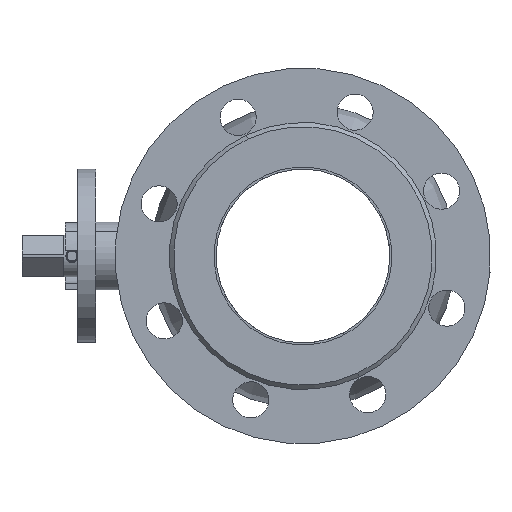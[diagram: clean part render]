
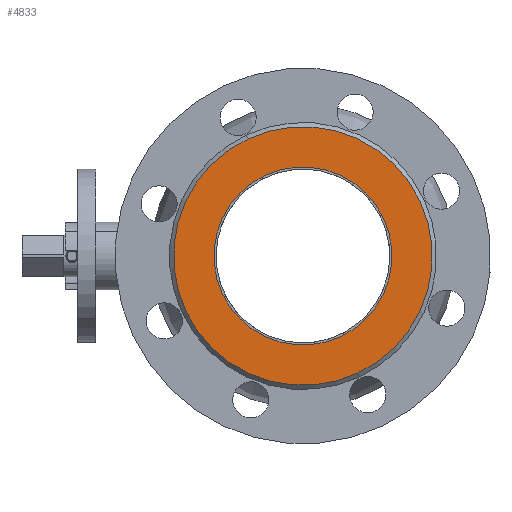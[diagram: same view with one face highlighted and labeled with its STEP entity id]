
A CAD part, left-side view. The second image highlights one B-rep face of the part: STEP entity #4833.
In plain terms, the highlighted face is planar.
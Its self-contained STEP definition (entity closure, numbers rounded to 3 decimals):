
#127 = CARTESIAN_POINT ( 'NONE',  ( -64., 0., 28. ) ) ;
#341 = CIRCLE ( 'NONE', #791, 93. ) ;
#489 = CARTESIAN_POINT ( 'NONE',  ( 0., 0., 28. ) ) ;
#732 = CARTESIAN_POINT ( 'NONE',  ( 0., 0., 28. ) ) ;
#791 = AXIS2_PLACEMENT_3D ( 'NONE', #1758, #7364, #2356 ) ;
#841 = EDGE_LOOP ( 'NONE', ( #6325, #7294 ) ) ;
#1133 = DIRECTION ( 'NONE',  ( 0., 0., 1. ) ) ;
#1396 = DIRECTION ( 'NONE',  ( 1., 0., 0. ) ) ;
#1681 = CIRCLE ( 'NONE', #4729, 93. ) ;
#1758 = CARTESIAN_POINT ( 'NONE',  ( 0., 0., 28. ) ) ;
#1832 = EDGE_CURVE ( 'NONE', #2128, #2339, #341, .T. ) ;
#2075 = AXIS2_PLACEMENT_3D ( 'NONE', #489, #1133, #4693 ) ;
#2128 = VERTEX_POINT ( 'NONE', #7093 ) ;
#2339 = VERTEX_POINT ( 'NONE', #6536 ) ;
#2356 = DIRECTION ( 'NONE',  ( 1., 0., 0. ) ) ;
#2749 = VERTEX_POINT ( 'NONE', #127 ) ;
#2875 = PLANE ( 'NONE',  #4750 ) ;
#2929 = EDGE_CURVE ( 'NONE', #2339, #2128, #1681, .T. ) ;
#3069 = ORIENTED_EDGE ( 'NONE', *, *, #8068, .F. ) ;
#3464 = FACE_OUTER_BOUND ( 'NONE', #841, .T. ) ;
#3648 = DIRECTION ( 'NONE',  ( 1., 0., 0. ) ) ;
#4290 = DIRECTION ( 'NONE',  ( 0., 0., 1. ) ) ;
#4569 = CARTESIAN_POINT ( 'NONE',  ( 64., 0., 28. ) ) ;
#4693 = DIRECTION ( 'NONE',  ( 1., 0., 0. ) ) ;
#4729 = AXIS2_PLACEMENT_3D ( 'NONE', #5453, #7468, #1396 ) ;
#4750 = AXIS2_PLACEMENT_3D ( 'NONE', #732, #4290, #3648 ) ;
#4833 = ADVANCED_FACE ( 'NONE', ( #3464, #7716 ), #2875, .T. ) ;
#5321 = EDGE_CURVE ( 'NONE', #6237, #2749, #5999, .T. ) ;
#5453 = CARTESIAN_POINT ( 'NONE',  ( 0., 0., 28. ) ) ;
#5645 = DIRECTION ( 'NONE',  ( 0., 0., 1. ) ) ;
#5750 = CIRCLE ( 'NONE', #8084, 64. ) ;
#5999 = CIRCLE ( 'NONE', #2075, 64. ) ;
#6237 = VERTEX_POINT ( 'NONE', #4569 ) ;
#6325 = ORIENTED_EDGE ( 'NONE', *, *, #1832, .T. ) ;
#6536 = CARTESIAN_POINT ( 'NONE',  ( 93., 0., 28. ) ) ;
#7018 = CARTESIAN_POINT ( 'NONE',  ( 0., 0., 28. ) ) ;
#7093 = CARTESIAN_POINT ( 'NONE',  ( -93., 0., 28. ) ) ;
#7294 = ORIENTED_EDGE ( 'NONE', *, *, #2929, .T. ) ;
#7364 = DIRECTION ( 'NONE',  ( 0., 0., 1. ) ) ;
#7418 = ORIENTED_EDGE ( 'NONE', *, *, #5321, .F. ) ;
#7468 = DIRECTION ( 'NONE',  ( 0., 0., 1. ) ) ;
#7716 = FACE_BOUND ( 'NONE', #8343, .T. ) ;
#8068 = EDGE_CURVE ( 'NONE', #2749, #6237, #5750, .T. ) ;
#8084 = AXIS2_PLACEMENT_3D ( 'NONE', #7018, #5645, #8435 ) ;
#8343 = EDGE_LOOP ( 'NONE', ( #7418, #3069 ) ) ;
#8435 = DIRECTION ( 'NONE',  ( 1., 0., 0. ) ) ;
